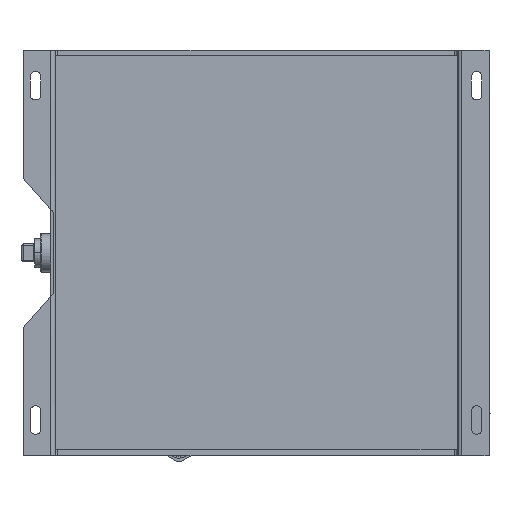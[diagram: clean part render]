
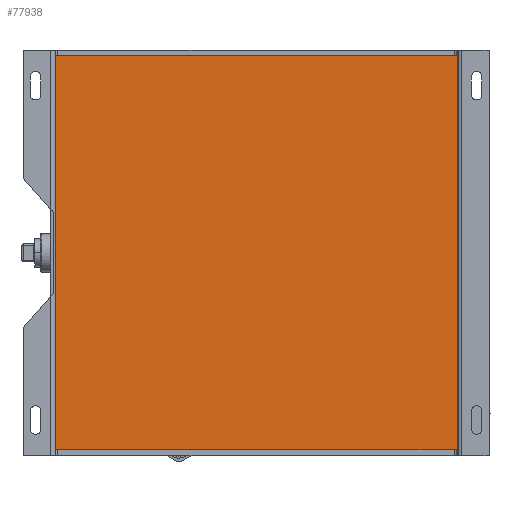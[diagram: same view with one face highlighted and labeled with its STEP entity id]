
A CAD part, front view. The second image highlights one B-rep face of the part: STEP entity #77938.
In plain terms, the highlighted planar face has unit normal (0, -1, 0).
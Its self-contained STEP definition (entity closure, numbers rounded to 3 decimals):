
#5960 = ORIENTED_EDGE ( 'NONE', *, *, #8630, .F. ) ;
#8630 = EDGE_CURVE ( 'NONE', #62015, #107315, #51779, .T. ) ;
#9943 = CARTESIAN_POINT ( 'NONE',  ( -7.063, -1.9, -6.925 ) ) ;
#17634 = CARTESIAN_POINT ( 'NONE',  ( 24.254, -1.9, 6.925 ) ) ;
#24339 = DIRECTION ( 'NONE',  ( 0., 1., 0. ) ) ;
#24690 = EDGE_CURVE ( 'NONE', #107315, #107188, #139936, .T. ) ;
#25779 = CARTESIAN_POINT ( 'NONE',  ( 24.254, -1.9, 6.925 ) ) ;
#36969 = LINE ( 'NONE', #82233, #61201 ) ;
#50511 = VECTOR ( 'NONE', #76730, 39.37 ) ;
#51779 = LINE ( 'NONE', #17634, #53608 ) ;
#53608 = VECTOR ( 'NONE', #120039, 39.37 ) ;
#61201 = VECTOR ( 'NONE', #127511, 39.37 ) ;
#62015 = VERTEX_POINT ( 'NONE', #135064 ) ;
#64875 = CARTESIAN_POINT ( 'NONE',  ( 24.254, -1.9, -6.925 ) ) ;
#69729 = CARTESIAN_POINT ( 'NONE',  ( 7.062, -1.9, 6.925 ) ) ;
#71074 = DIRECTION ( 'NONE',  ( 0., 0., 1. ) ) ;
#75244 = LINE ( 'NONE', #64875, #50511 ) ;
#76730 = DIRECTION ( 'NONE',  ( -1., 0., 0. ) ) ;
#77938 = ADVANCED_FACE ( 'NONE', ( #94824 ), #138614, .F. ) ;
#82062 = DIRECTION ( 'NONE',  ( 0., 0., -1. ) ) ;
#82233 = CARTESIAN_POINT ( 'NONE',  ( -7.063, -1.9, 6.925 ) ) ;
#82896 = EDGE_CURVE ( 'NONE', #126551, #62015, #36969, .T. ) ;
#90460 = EDGE_LOOP ( 'NONE', ( #5960, #122529, #112902, #94385 ) ) ;
#94385 = ORIENTED_EDGE ( 'NONE', *, *, #24690, .F. ) ;
#94824 = FACE_OUTER_BOUND ( 'NONE', #90460, .T. ) ;
#103305 = AXIS2_PLACEMENT_3D ( 'NONE', #25779, #24339, #71074 ) ;
#104378 = CARTESIAN_POINT ( 'NONE',  ( 7.062, -1.9, 6.925 ) ) ;
#104390 = EDGE_CURVE ( 'NONE', #107188, #126551, #75244, .T. ) ;
#107188 = VERTEX_POINT ( 'NONE', #110605 ) ;
#107315 = VERTEX_POINT ( 'NONE', #69729 ) ;
#110605 = CARTESIAN_POINT ( 'NONE',  ( 7.062, -1.9, -6.925 ) ) ;
#112902 = ORIENTED_EDGE ( 'NONE', *, *, #104390, .F. ) ;
#114732 = VECTOR ( 'NONE', #82062, 39.37 ) ;
#120039 = DIRECTION ( 'NONE',  ( 1., 0., 0. ) ) ;
#122529 = ORIENTED_EDGE ( 'NONE', *, *, #82896, .F. ) ;
#126551 = VERTEX_POINT ( 'NONE', #9943 ) ;
#127511 = DIRECTION ( 'NONE',  ( 0., 0., 1. ) ) ;
#135064 = CARTESIAN_POINT ( 'NONE',  ( -7.063, -1.9, 6.925 ) ) ;
#138614 = PLANE ( 'NONE',  #103305 ) ;
#139936 = LINE ( 'NONE', #104378, #114732 ) ;
